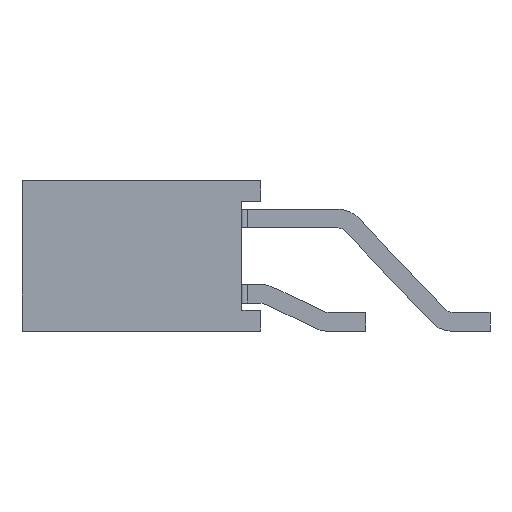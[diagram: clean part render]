
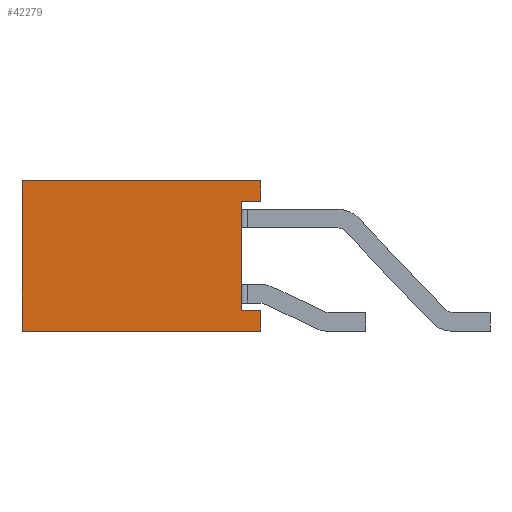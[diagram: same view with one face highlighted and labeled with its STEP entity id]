
A CAD part, left-side view. The second image highlights one B-rep face of the part: STEP entity #42279.
In plain terms, the highlighted face is planar.
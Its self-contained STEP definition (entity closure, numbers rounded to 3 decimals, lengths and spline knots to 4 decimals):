
#3456=ORIENTED_EDGE('',*,*,#12384,.T.);
#3457=ORIENTED_EDGE('',*,*,#12385,.T.);
#3458=ORIENTED_EDGE('',*,*,#12386,.T.);
#3459=ORIENTED_EDGE('',*,*,#12387,.T.);
#3460=ORIENTED_EDGE('',*,*,#12388,.T.);
#3461=ORIENTED_EDGE('',*,*,#12389,.T.);
#3462=ORIENTED_EDGE('',*,*,#12390,.T.);
#3463=ORIENTED_EDGE('',*,*,#12391,.T.);
#12384=EDGE_CURVE('',#16776,#16777,#20136,.T.);
#12385=EDGE_CURVE('',#16777,#16778,#20137,.T.);
#12386=EDGE_CURVE('',#16778,#16779,#20138,.T.);
#12387=EDGE_CURVE('',#16779,#16780,#20139,.T.);
#12388=EDGE_CURVE('',#16780,#16781,#20140,.T.);
#12389=EDGE_CURVE('',#16781,#16782,#20141,.T.);
#12390=EDGE_CURVE('',#16782,#16783,#20142,.T.);
#12391=EDGE_CURVE('',#16783,#16776,#20143,.T.);
#16776=VERTEX_POINT('',#57974);
#16777=VERTEX_POINT('',#57975);
#16778=VERTEX_POINT('',#57977);
#16779=VERTEX_POINT('',#57979);
#16780=VERTEX_POINT('',#57981);
#16781=VERTEX_POINT('',#57983);
#16782=VERTEX_POINT('',#57985);
#16783=VERTEX_POINT('',#57987);
#20136=LINE('',#57973,#23904);
#20137=LINE('',#57976,#23905);
#20138=LINE('',#57978,#23906);
#20139=LINE('',#57980,#23907);
#20140=LINE('',#57982,#23908);
#20141=LINE('',#57984,#23909);
#20142=LINE('',#57986,#23910);
#20143=LINE('',#57988,#23911);
#23904=VECTOR('',#48384,1000.);
#23905=VECTOR('',#48385,1000.);
#23906=VECTOR('',#48386,1000.);
#23907=VECTOR('',#48387,1000.);
#23908=VECTOR('',#48388,1000.);
#23909=VECTOR('',#48389,1000.);
#23910=VECTOR('',#48390,1000.);
#23911=VECTOR('',#48391,1000.);
#26689=EDGE_LOOP('',(#3456,#3457,#3458,#3459,#3460,#3461,#3462,#3463));
#28363=FACE_BOUND('',#26689,.T.);
#29941=PLANE('',#43944);
#42279=ADVANCED_FACE('',(#28363),#29941,.T.);
#43944=AXIS2_PLACEMENT_3D('',#57972,#48382,#48383);
#48382=DIRECTION('',(1.,0.,0.));
#48383=DIRECTION('',(0.,0.,-1.));
#48384=DIRECTION('',(0.,0.,-1.));
#48385=DIRECTION('',(0.,1.,0.));
#48386=DIRECTION('',(0.,0.,1.));
#48387=DIRECTION('',(0.,-1.,0.));
#48388=DIRECTION('',(0.,0.,1.));
#48389=DIRECTION('',(0.,1.,0.));
#48390=DIRECTION('',(0.,0.,1.));
#48391=DIRECTION('',(0.,-1.,0.));
#57972=CARTESIAN_POINT('',(8.15,0.,0.));
#57973=CARTESIAN_POINT('',(8.15,-3.175,2.));
#57974=CARTESIAN_POINT('',(8.15,-3.175,2.));
#57975=CARTESIAN_POINT('',(8.15,-3.175,-2.));
#57976=CARTESIAN_POINT('',(8.15,-3.175,-2.));
#57977=CARTESIAN_POINT('',(8.15,3.175,-2.));
#57978=CARTESIAN_POINT('',(8.15,3.175,-2.));
#57979=CARTESIAN_POINT('',(8.15,3.175,-1.45));
#57980=CARTESIAN_POINT('',(8.15,2.675,-1.45));
#57981=CARTESIAN_POINT('',(8.15,2.675,-1.45));
#57982=CARTESIAN_POINT('',(8.15,2.675,1.45));
#57983=CARTESIAN_POINT('',(8.15,2.675,1.45));
#57984=CARTESIAN_POINT('',(8.15,3.175,1.45));
#57985=CARTESIAN_POINT('',(8.15,3.175,1.45));
#57986=CARTESIAN_POINT('',(8.15,3.175,1.45));
#57987=CARTESIAN_POINT('',(8.15,3.175,2.));
#57988=CARTESIAN_POINT('',(8.15,3.175,2.));
